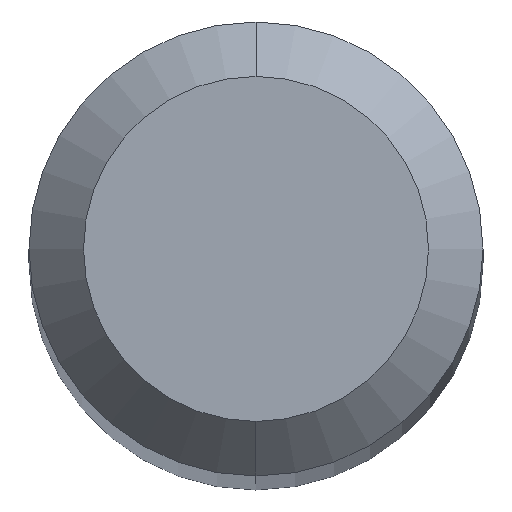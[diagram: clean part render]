
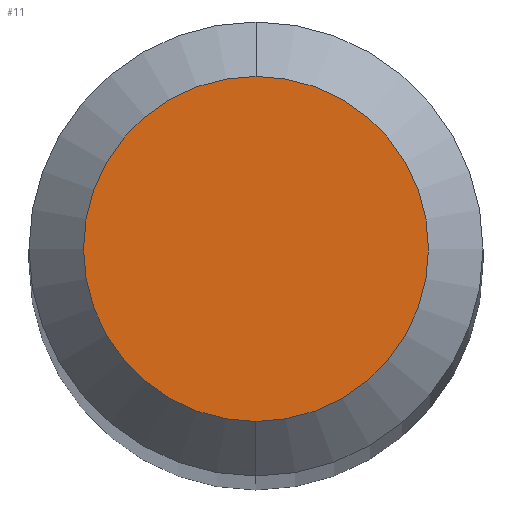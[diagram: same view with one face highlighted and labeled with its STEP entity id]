
A CAD part, top view. The second image highlights one B-rep face of the part: STEP entity #11.
In plain terms, the highlighted planar face has unit normal (0, 0, 1).
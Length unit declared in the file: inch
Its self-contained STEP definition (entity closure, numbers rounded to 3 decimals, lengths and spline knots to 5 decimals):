
#11 = ADVANCED_FACE ( 'NONE', ( #474 ), #328, .F. ) ;
#23 = ORIENTED_EDGE ( 'NONE', *, *, #142, .T. ) ;
#29 = CIRCLE ( 'NONE', #457, 0.0475 ) ;
#82 = CARTESIAN_POINT ( 'NONE',  ( 0., 0., 0. ) ) ;
#86 = CARTESIAN_POINT ( 'NONE',  ( 0., 0.0475, 0. ) ) ;
#92 = AXIS2_PLACEMENT_3D ( 'NONE', #110, #518, #280 ) ;
#110 = CARTESIAN_POINT ( 'NONE',  ( 0., 0.0475, 0. ) ) ;
#119 = VERTEX_POINT ( 'NONE', #86 ) ;
#142 = EDGE_CURVE ( 'NONE', #232, #119, #471, .T. ) ;
#202 = DIRECTION ( 'NONE',  ( 0., -1., 0. ) ) ;
#232 = VERTEX_POINT ( 'NONE', #461 ) ;
#240 = DIRECTION ( 'NONE',  ( 0., -1., 0. ) ) ;
#250 = CARTESIAN_POINT ( 'NONE',  ( 0., 0., 0. ) ) ;
#263 = AXIS2_PLACEMENT_3D ( 'NONE', #82, #407, #202 ) ;
#280 = DIRECTION ( 'NONE',  ( 0., 1., 0. ) ) ;
#328 = PLANE ( 'NONE',  #92 ) ;
#348 = EDGE_LOOP ( 'NONE', ( #364, #23 ) ) ;
#364 = ORIENTED_EDGE ( 'NONE', *, *, #483, .T. ) ;
#377 = DIRECTION ( 'NONE',  ( 0., 0., 1. ) ) ;
#407 = DIRECTION ( 'NONE',  ( 0., 0., 1. ) ) ;
#457 = AXIS2_PLACEMENT_3D ( 'NONE', #250, #377, #240 ) ;
#461 = CARTESIAN_POINT ( 'NONE',  ( 0., -0.0475, 0. ) ) ;
#471 = CIRCLE ( 'NONE', #263, 0.0475 ) ;
#474 = FACE_OUTER_BOUND ( 'NONE', #348, .T. ) ;
#483 = EDGE_CURVE ( 'NONE', #119, #232, #29, .T. ) ;
#518 = DIRECTION ( 'NONE',  ( 0., 0., -1. ) ) ;
